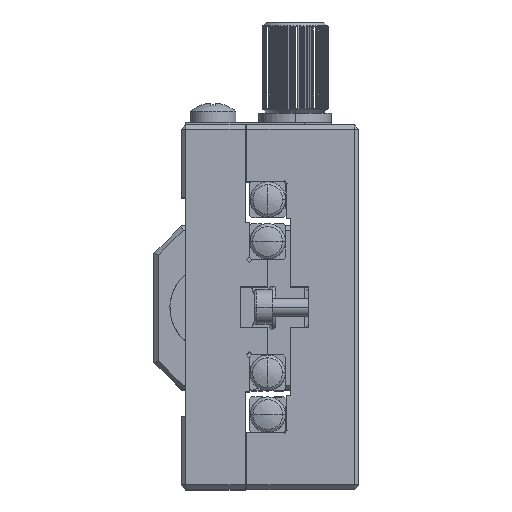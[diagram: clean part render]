
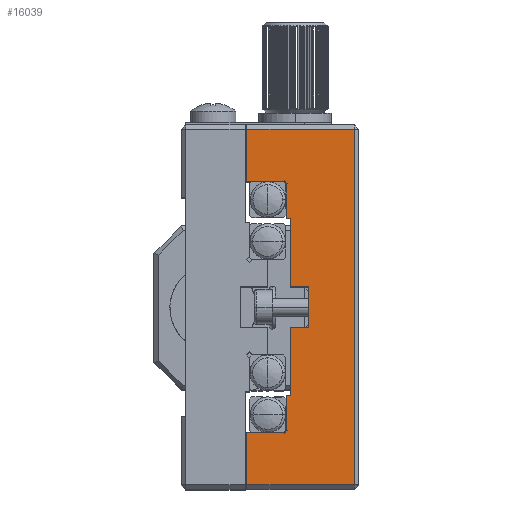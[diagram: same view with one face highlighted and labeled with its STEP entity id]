
A CAD part, top view. The second image highlights one B-rep face of the part: STEP entity #16039.
In plain terms, the highlighted planar face has unit normal (0, 0, -1).
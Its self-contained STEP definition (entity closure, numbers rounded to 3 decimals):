
#156 = EDGE_CURVE ( 'NONE', #3710, #27357, #22968, .T. ) ;
#460 = VECTOR ( 'NONE', #1681, 1000. ) ;
#1681 = DIRECTION ( 'NONE',  ( -1., 0., 0. ) ) ;
#1949 = DIRECTION ( 'NONE',  ( -1., 0., 0. ) ) ;
#2110 = DIRECTION ( 'NONE',  ( -1., 0., 0. ) ) ;
#2530 = CARTESIAN_POINT ( 'NONE',  ( 7.2, 39.5, 40. ) ) ;
#2566 = LINE ( 'NONE', #8069, #27306 ) ;
#2644 = VERTEX_POINT ( 'NONE', #4419 ) ;
#2916 = EDGE_CURVE ( 'NONE', #32264, #31028, #12184, .T. ) ;
#3270 = DIRECTION ( 'NONE',  ( 0., -1., 0. ) ) ;
#3483 = VERTEX_POINT ( 'NONE', #33401 ) ;
#3586 = VECTOR ( 'NONE', #33413, 1000. ) ;
#3671 = ORIENTED_EDGE ( 'NONE', *, *, #36043, .F. ) ;
#3710 = VERTEX_POINT ( 'NONE', #2530 ) ;
#3872 = CARTESIAN_POINT ( 'NONE',  ( 11.5, 0.5, 40. ) ) ;
#3961 = LINE ( 'NONE', #6265, #9908 ) ;
#4341 = CARTESIAN_POINT ( 'NONE',  ( 19., 0.5, 40. ) ) ;
#4407 = ORIENTED_EDGE ( 'NONE', *, *, #35116, .F. ) ;
#4419 = CARTESIAN_POINT ( 'NONE',  ( 11.5, 10.25, 40. ) ) ;
#5088 = CARTESIAN_POINT ( 'NONE',  ( 11.5, 17.75, 40. ) ) ;
#5490 = DIRECTION ( 'NONE',  ( 0., -1., 0. ) ) ;
#6052 = CARTESIAN_POINT ( 'NONE',  ( 14., 22.25, 40. ) ) ;
#6091 = LINE ( 'NONE', #8767, #27222 ) ;
#6242 = VECTOR ( 'NONE', #5490, 1000. ) ;
#6265 = CARTESIAN_POINT ( 'NONE',  ( 7.2, 34.104, 40. ) ) ;
#6294 = CARTESIAN_POINT ( 'NONE',  ( 19., 34.104, 40. ) ) ;
#6306 = ORIENTED_EDGE ( 'NONE', *, *, #2916, .T. ) ;
#6379 = VERTEX_POINT ( 'NONE', #6052 ) ;
#6502 = PLANE ( 'NONE',  #14206 ) ;
#7192 = VECTOR ( 'NONE', #32558, 1000. ) ;
#7551 = ORIENTED_EDGE ( 'NONE', *, *, #23480, .F. ) ;
#7605 = VERTEX_POINT ( 'NONE', #26769 ) ;
#7768 = VECTOR ( 'NONE', #1949, 1000. ) ;
#8069 = CARTESIAN_POINT ( 'NONE',  ( 11.146, 6.25, 40. ) ) ;
#8267 = EDGE_CURVE ( 'NONE', #26174, #3483, #3961, .T. ) ;
#8767 = CARTESIAN_POINT ( 'NONE',  ( 11.5, 10.25, 40. ) ) ;
#9471 = EDGE_CURVE ( 'NONE', #6379, #11097, #37504, .T. ) ;
#9702 = CARTESIAN_POINT ( 'NONE',  ( 19., 39.5, 40. ) ) ;
#9715 = DIRECTION ( 'NONE',  ( 0., -1., 0. ) ) ;
#9730 = VECTOR ( 'NONE', #23867, 1000. ) ;
#9741 = DIRECTION ( 'NONE',  ( 1., 0., 0. ) ) ;
#9908 = VECTOR ( 'NONE', #35407, 1000. ) ;
#10092 = CARTESIAN_POINT ( 'NONE',  ( 12., 34.104, 40. ) ) ;
#10511 = LINE ( 'NONE', #25173, #7768 ) ;
#10776 = VERTEX_POINT ( 'NONE', #35764 ) ;
#11097 = VERTEX_POINT ( 'NONE', #14954 ) ;
#11573 = EDGE_CURVE ( 'NONE', #7605, #31335, #20949, .T. ) ;
#11937 = EDGE_CURVE ( 'NONE', #30511, #10776, #26808, .T. ) ;
#12184 = LINE ( 'NONE', #6294, #27749 ) ;
#12471 = EDGE_CURVE ( 'NONE', #33147, #6379, #32469, .T. ) ;
#12504 = VECTOR ( 'NONE', #2110, 1000. ) ;
#12971 = CARTESIAN_POINT ( 'NONE',  ( 11.5, 34.104, 40. ) ) ;
#13073 = EDGE_CURVE ( 'NONE', #17968, #26174, #2566, .T. ) ;
#13264 = CARTESIAN_POINT ( 'NONE',  ( 7.2, 33.75, 40. ) ) ;
#13594 = DIRECTION ( 'NONE',  ( -1., 0., 0. ) ) ;
#13945 = VECTOR ( 'NONE', #26630, 1000. ) ;
#14206 = AXIS2_PLACEMENT_3D ( 'NONE', #12971, #27439, #9741 ) ;
#14257 = ORIENTED_EDGE ( 'NONE', *, *, #30901, .F. ) ;
#14809 = EDGE_CURVE ( 'NONE', #31335, #2644, #24769, .T. ) ;
#14954 = CARTESIAN_POINT ( 'NONE',  ( 14., 17.75, 40. ) ) ;
#15691 = ORIENTED_EDGE ( 'NONE', *, *, #23361, .F. ) ;
#15710 = CARTESIAN_POINT ( 'NONE',  ( 11.468, 33.718, 40. ) ) ;
#15762 = CARTESIAN_POINT ( 'NONE',  ( 11.146, 33.75, 40. ) ) ;
#16039 = ADVANCED_FACE ( 'NONE', ( #27629 ), #6502, .F. ) ;
#16156 = VECTOR ( 'NONE', #34230, 1000. ) ;
#16255 = ORIENTED_EDGE ( 'NONE', *, *, #36442, .F. ) ;
#17191 = CARTESIAN_POINT ( 'NONE',  ( 11.5, 29.75, 40. ) ) ;
#17968 = VERTEX_POINT ( 'NONE', #33031 ) ;
#19133 = LINE ( 'NONE', #15710, #35171 ) ;
#19393 = EDGE_LOOP ( 'NONE', ( #4407, #3671, #21543, #15691, #6306, #16255, #24589, #25874, #14257, #25988, #35061, #28394, #33941, #23155, #7551, #30421 ) ) ;
#20949 = LINE ( 'NONE', #10092, #25506 ) ;
#21189 = CARTESIAN_POINT ( 'NONE',  ( 11.5, 22.25, 40. ) ) ;
#21456 = CARTESIAN_POINT ( 'NONE',  ( 12., 29.75, 40. ) ) ;
#21543 = ORIENTED_EDGE ( 'NONE', *, *, #156, .F. ) ;
#21601 = DIRECTION ( 'NONE',  ( 0.008, -1., 0. ) ) ;
#21686 = CARTESIAN_POINT ( 'NONE',  ( 12., 22.25, 40. ) ) ;
#22488 = CARTESIAN_POINT ( 'NONE',  ( 11.468, 33.734, 40. ) ) ;
#22615 = CARTESIAN_POINT ( 'NONE',  ( 14., 34.104, 40. ) ) ;
#22968 = LINE ( 'NONE', #31366, #16156 ) ;
#23155 = ORIENTED_EDGE ( 'NONE', *, *, #12471, .F. ) ;
#23235 = DIRECTION ( 'NONE',  ( -0.008, -1., 0. ) ) ;
#23361 = EDGE_CURVE ( 'NONE', #32264, #3710, #10511, .T. ) ;
#23480 = EDGE_CURVE ( 'NONE', #10776, #33147, #24365, .T. ) ;
#23783 = CARTESIAN_POINT ( 'NONE',  ( 7.2, 6.25, 40. ) ) ;
#23867 = DIRECTION ( 'NONE',  ( 1., 0., 0. ) ) ;
#24365 = LINE ( 'NONE', #33536, #27868 ) ;
#24589 = ORIENTED_EDGE ( 'NONE', *, *, #8267, .F. ) ;
#24769 = LINE ( 'NONE', #30685, #12504 ) ;
#25173 = CARTESIAN_POINT ( 'NONE',  ( 11.5, 39.5, 40. ) ) ;
#25437 = CARTESIAN_POINT ( 'NONE',  ( 12., 10.25, 40. ) ) ;
#25506 = VECTOR ( 'NONE', #29724, 1000. ) ;
#25874 = ORIENTED_EDGE ( 'NONE', *, *, #13073, .F. ) ;
#25988 = ORIENTED_EDGE ( 'NONE', *, *, #14809, .F. ) ;
#26174 = VERTEX_POINT ( 'NONE', #23783 ) ;
#26630 = DIRECTION ( 'NONE',  ( 1., 0., 0. ) ) ;
#26769 = CARTESIAN_POINT ( 'NONE',  ( 12., 17.75, 40. ) ) ;
#26808 = LINE ( 'NONE', #21456, #13945 ) ;
#27222 = VECTOR ( 'NONE', #23235, 1000. ) ;
#27281 = LINE ( 'NONE', #3872, #3586 ) ;
#27306 = VECTOR ( 'NONE', #13594, 1000. ) ;
#27357 = VERTEX_POINT ( 'NONE', #13264 ) ;
#27439 = DIRECTION ( 'NONE',  ( 0., 0., 1. ) ) ;
#27629 = FACE_OUTER_BOUND ( 'NONE', #19393, .T. ) ;
#27749 = VECTOR ( 'NONE', #3270, 1000. ) ;
#27868 = VECTOR ( 'NONE', #9715, 1000. ) ;
#28394 = ORIENTED_EDGE ( 'NONE', *, *, #30162, .F. ) ;
#29724 = DIRECTION ( 'NONE',  ( 0., -1., 0. ) ) ;
#30162 = EDGE_CURVE ( 'NONE', #11097, #7605, #31194, .T. ) ;
#30421 = ORIENTED_EDGE ( 'NONE', *, *, #11937, .F. ) ;
#30511 = VERTEX_POINT ( 'NONE', #17191 ) ;
#30685 = CARTESIAN_POINT ( 'NONE',  ( 12., 10.25, 40. ) ) ;
#30901 = EDGE_CURVE ( 'NONE', #2644, #17968, #6091, .T. ) ;
#31028 = VERTEX_POINT ( 'NONE', #4341 ) ;
#31194 = LINE ( 'NONE', #5088, #460 ) ;
#31335 = VERTEX_POINT ( 'NONE', #25437 ) ;
#31366 = CARTESIAN_POINT ( 'NONE',  ( 7.2, 34.104, 40. ) ) ;
#32013 = VERTEX_POINT ( 'NONE', #22488 ) ;
#32264 = VERTEX_POINT ( 'NONE', #9702 ) ;
#32469 = LINE ( 'NONE', #21189, #9730 ) ;
#32558 = DIRECTION ( 'NONE',  ( 1., 0., 0. ) ) ;
#33031 = CARTESIAN_POINT ( 'NONE',  ( 11.468, 6.266, 40. ) ) ;
#33147 = VERTEX_POINT ( 'NONE', #21686 ) ;
#33401 = CARTESIAN_POINT ( 'NONE',  ( 7.2, 0.5, 40. ) ) ;
#33413 = DIRECTION ( 'NONE',  ( 1., 0., 0. ) ) ;
#33536 = CARTESIAN_POINT ( 'NONE',  ( 12., 34.104, 40. ) ) ;
#33941 = ORIENTED_EDGE ( 'NONE', *, *, #9471, .F. ) ;
#34230 = DIRECTION ( 'NONE',  ( 0., -1., 0. ) ) ;
#35061 = ORIENTED_EDGE ( 'NONE', *, *, #11573, .F. ) ;
#35116 = EDGE_CURVE ( 'NONE', #32013, #30511, #19133, .T. ) ;
#35171 = VECTOR ( 'NONE', #21601, 1000. ) ;
#35407 = DIRECTION ( 'NONE',  ( 0., -1., 0. ) ) ;
#35764 = CARTESIAN_POINT ( 'NONE',  ( 12., 29.75, 40. ) ) ;
#36043 = EDGE_CURVE ( 'NONE', #27357, #32013, #36159, .T. ) ;
#36159 = LINE ( 'NONE', #15762, #7192 ) ;
#36442 = EDGE_CURVE ( 'NONE', #3483, #31028, #27281, .T. ) ;
#37504 = LINE ( 'NONE', #22615, #6242 ) ;
